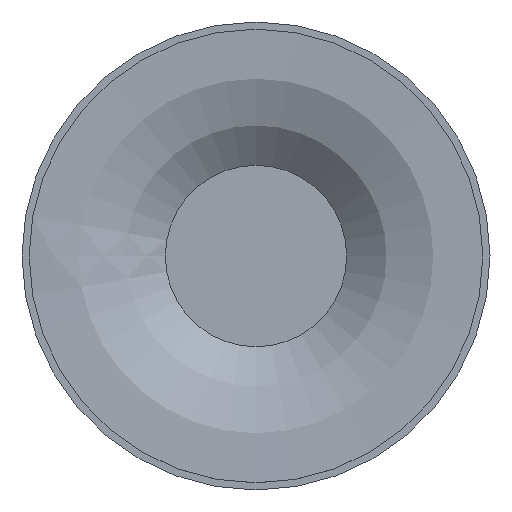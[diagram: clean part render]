
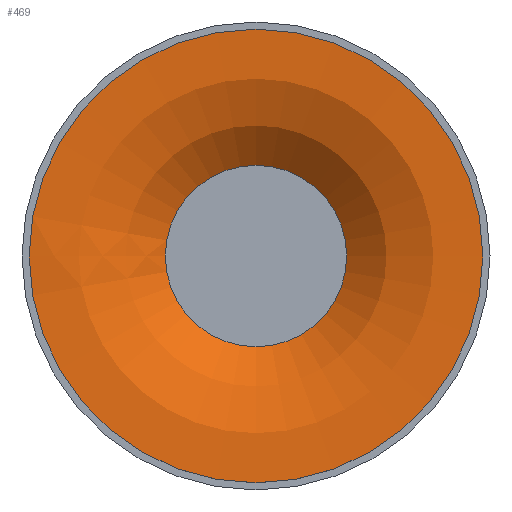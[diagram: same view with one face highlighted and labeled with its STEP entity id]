
A CAD part, top view. The second image highlights one B-rep face of the part: STEP entity #469.
In plain terms, the highlighted toroidal (fillet/blend) face has major radius 28.911 mm and minor radius 22.943 mm.
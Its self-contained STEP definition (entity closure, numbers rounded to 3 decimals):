
#469=ADVANCED_FACE('',(#886,#887),#888,.T.);
#886=FACE_OUTER_BOUND('',#1369,.T.);
#887=FACE_OUTER_BOUND('',#1370,.T.);
#888=TOROIDAL_SURFACE('',#1371,28.911,22.943);
#1369=EDGE_LOOP('',(#2329));
#1370=EDGE_LOOP('',(#2330));
#1371=AXIS2_PLACEMENT_3D('',#2331,#2332,#2333);
#2329=ORIENTED_EDGE('',*,*,#2699,.F.);
#2330=ORIENTED_EDGE('',*,*,#2701,.T.);
#2331=CARTESIAN_POINT('',(0.0,0.0,11.172));
#2332=DIRECTION('',(0.0,0.0,-1.0));
#2333=DIRECTION('',(-1.0,0.0,0.0));
#2699=EDGE_CURVE('',#3218,#3218,#3219,.T.);
#2701=EDGE_CURVE('',#3221,#3221,#3222,.T.);
#3218=VERTEX_POINT('',#3937);
#3219=CIRCLE('',#3938,31.5);
#3221=VERTEX_POINT('',#3940);
#3222=CIRCLE('',#3941,12.6);
#3937=CARTESIAN_POINT('',(-31.5,0.0,33.968));
#3938=AXIS2_PLACEMENT_3D('',#4437,#4438,#4439);
#3940=CARTESIAN_POINT('',(-12.6,0.0,27.306));
#3941=AXIS2_PLACEMENT_3D('',#4440,#4441,#4442);
#4437=CARTESIAN_POINT('',(0.0,0.0,33.968));
#4438=DIRECTION('',(0.0,0.0,-1.0));
#4439=DIRECTION('',(-1.0,0.0,0.0));
#4440=CARTESIAN_POINT('',(0.0,0.0,27.306));
#4441=DIRECTION('',(0.0,0.0,-1.0));
#4442=DIRECTION('',(-1.0,0.0,0.0));
